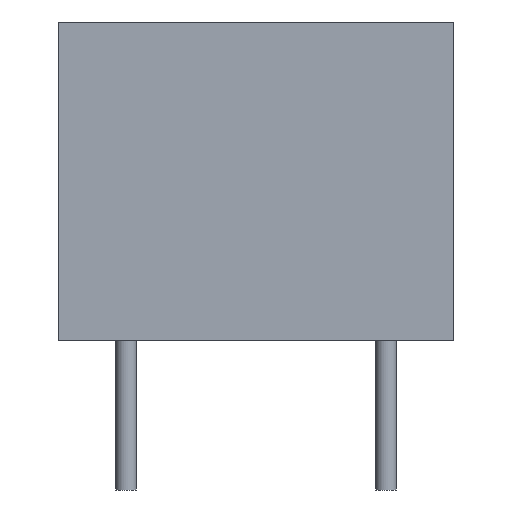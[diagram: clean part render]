
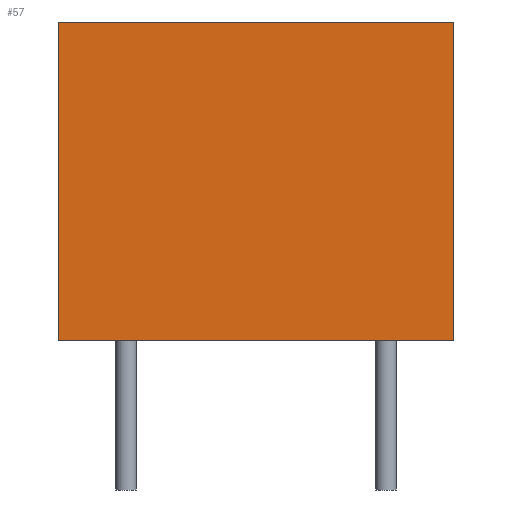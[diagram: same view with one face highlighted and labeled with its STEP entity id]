
A CAD part, front view. The second image highlights one B-rep face of the part: STEP entity #57.
In plain terms, the highlighted planar face has unit normal (0, -1, 0).
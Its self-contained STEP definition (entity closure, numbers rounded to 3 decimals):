
#32 = VERTEX_POINT('',#33);
#33 = CARTESIAN_POINT('',(-1.95,-2.65,9.2));
#39 = EDGE_CURVE('',#32,#40,#42,.T.);
#40 = VERTEX_POINT('',#41);
#41 = CARTESIAN_POINT('',(9.45,-2.65,9.2));
#42 = LINE('',#43,#44);
#43 = CARTESIAN_POINT('',(3.75,-2.65,9.2));
#44 = VECTOR('',#45,1.);
#45 = DIRECTION('',(1.,0.,0.));
#57 = ADVANCED_FACE('',(#58),#83,.T.);
#58 = FACE_BOUND('',#59,.T.);
#59 = EDGE_LOOP('',(#60,#68,#76,#82));
#60 = ORIENTED_EDGE('',*,*,#61,.F.);
#61 = EDGE_CURVE('',#62,#32,#64,.T.);
#62 = VERTEX_POINT('',#63);
#63 = CARTESIAN_POINT('',(-1.95,-2.65,0.));
#64 = LINE('',#65,#66);
#65 = CARTESIAN_POINT('',(-1.95,-2.65,4.6));
#66 = VECTOR('',#67,1.);
#67 = DIRECTION('',(0.,0.,1.));
#68 = ORIENTED_EDGE('',*,*,#69,.T.);
#69 = EDGE_CURVE('',#62,#70,#72,.T.);
#70 = VERTEX_POINT('',#71);
#71 = CARTESIAN_POINT('',(9.45,-2.65,0.));
#72 = LINE('',#73,#74);
#73 = CARTESIAN_POINT('',(3.75,-2.65,0.));
#74 = VECTOR('',#75,1.);
#75 = DIRECTION('',(1.,0.,0.));
#76 = ORIENTED_EDGE('',*,*,#77,.T.);
#77 = EDGE_CURVE('',#70,#40,#78,.T.);
#78 = LINE('',#79,#80);
#79 = CARTESIAN_POINT('',(9.45,-2.65,4.6));
#80 = VECTOR('',#81,1.);
#81 = DIRECTION('',(0.,0.,1.));
#82 = ORIENTED_EDGE('',*,*,#39,.F.);
#83 = PLANE('',#84);
#84 = AXIS2_PLACEMENT_3D('',#85,#86,#87);
#85 = CARTESIAN_POINT('',(3.75,-2.65,4.6));
#86 = DIRECTION('',(0.,-1.,0.));
#87 = DIRECTION('',(1.,0.,0.));
